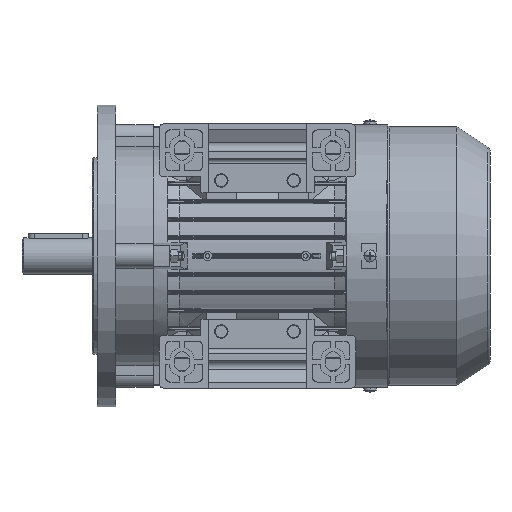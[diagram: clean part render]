
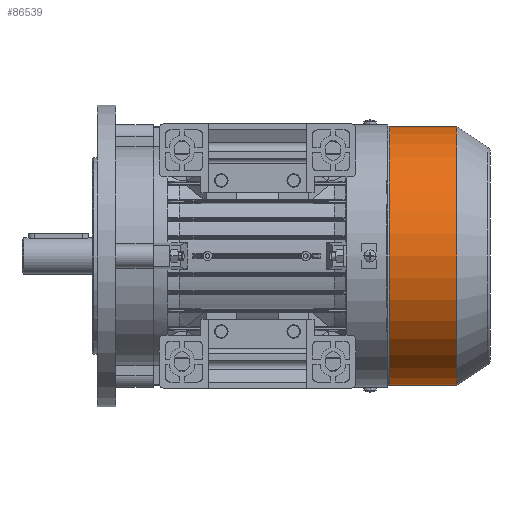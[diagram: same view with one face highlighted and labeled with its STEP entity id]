
A CAD part, front view. The second image highlights one B-rep face of the part: STEP entity #86539.
In plain terms, the highlighted cylindrical face has radius 85.8 mm (diameter 171.6 mm), a partial arc.
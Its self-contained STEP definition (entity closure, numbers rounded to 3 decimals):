
#19013 = DIRECTION ( 'NONE',  ( -1., 0., 0. ) ) ;
#19014 = VECTOR ( 'NONE', #19013, 1000. ) ;
#19015 = CARTESIAN_POINT ( 'NONE',  ( 0., 0., -85.8 ) ) ;
#19016 = LINE ( 'NONE', #19015, #19014 ) ;
#19017 = CARTESIAN_POINT ( 'NONE',  ( 73., 0., -85.8 ) ) ;
#19085 = CARTESIAN_POINT ( 'NONE',  ( 28.25, 0., -85.8 ) ) ;
#19086 = CARTESIAN_POINT ( 'NONE',  ( 28.25, 0., 85.8 ) ) ;
#19182 = CARTESIAN_POINT ( 'NONE',  ( 73., 0., 85.8 ) ) ;
#19255 = DIRECTION ( 'NONE',  ( -1., 0., 0. ) ) ;
#19256 = VECTOR ( 'NONE', #19255, 1000. ) ;
#19257 = CARTESIAN_POINT ( 'NONE',  ( 0., 0., 85.8 ) ) ;
#19258 = LINE ( 'NONE', #19257, #19256 ) ;
#23975 = DIRECTION ( 'NONE',  ( 0., 0., 1. ) ) ;
#23976 = DIRECTION ( 'NONE',  ( -1., 0., 0. ) ) ;
#23977 = CARTESIAN_POINT ( 'NONE',  ( 28.25, 0., 0. ) ) ;
#23978 = AXIS2_PLACEMENT_3D ( 'NONE', #23977, #23976, #23975 ) ;
#23979 = CIRCLE ( 'NONE', #23978, 85.8 ) ;
#23989 = DIRECTION ( 'NONE',  ( 0., 0., 1. ) ) ;
#23990 = DIRECTION ( 'NONE',  ( -1., 0., 0. ) ) ;
#23991 = CARTESIAN_POINT ( 'NONE',  ( 0., 0., 0. ) ) ;
#23992 = AXIS2_PLACEMENT_3D ( 'NONE', #23991, #23990, #23989 ) ;
#23993 = CYLINDRICAL_SURFACE ( 'NONE', #23992, 85.8 ) ;
#23995 = FACE_OUTER_BOUND ( 'NONE', #86541, .T. ) ;
#24000 = DIRECTION ( 'NONE',  ( 0., 0., 1. ) ) ;
#24001 = DIRECTION ( 'NONE',  ( -1., 0., 0. ) ) ;
#24002 = CARTESIAN_POINT ( 'NONE',  ( 73., 0., 0. ) ) ;
#24003 = AXIS2_PLACEMENT_3D ( 'NONE', #24002, #24001, #24000 ) ;
#24004 = CIRCLE ( 'NONE', #24003, 85.8 ) ;
#82424 = VERTEX_POINT ( 'NONE', #19017 ) ;
#82430 = EDGE_CURVE ( 'NONE', #82424, #82474, #19016, .T. ) ;
#82471 = VERTEX_POINT ( 'NONE', #19086 ) ;
#82474 = VERTEX_POINT ( 'NONE', #19085 ) ;
#82560 = VERTEX_POINT ( 'NONE', #19182 ) ;
#82620 = EDGE_CURVE ( 'NONE', #82560, #82471, #19258, .T. ) ;
#86537 = EDGE_CURVE ( 'NONE', #82424, #82560, #24004, .T. ) ;
#86539 = ADVANCED_FACE ( 'NONE', ( #23995 ), #23993, .T. ) ;
#86541 = EDGE_LOOP ( 'NONE', ( #86543, #86545, #86548, #86550 ) ) ;
#86543 = ORIENTED_EDGE ( 'NONE', *, *, #82430, .F. ) ;
#86545 = ORIENTED_EDGE ( 'NONE', *, *, #86537, .T. ) ;
#86548 = ORIENTED_EDGE ( 'NONE', *, *, #82620, .T. ) ;
#86550 = ORIENTED_EDGE ( 'NONE', *, *, #86552, .F. ) ;
#86552 = EDGE_CURVE ( 'NONE', #82474, #82471, #23979, .T. ) ;
